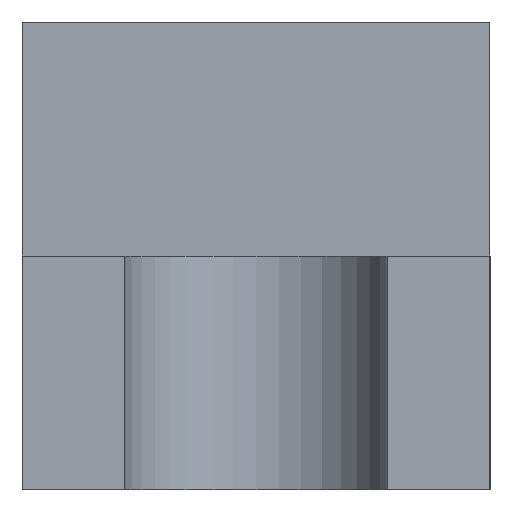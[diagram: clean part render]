
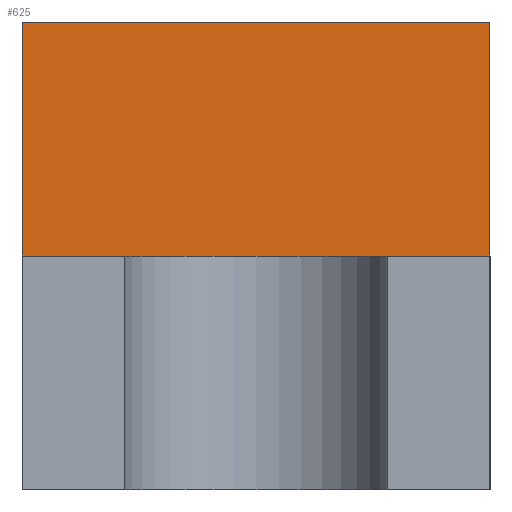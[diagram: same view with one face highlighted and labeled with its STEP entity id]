
A CAD part, left-side view. The second image highlights one B-rep face of the part: STEP entity #625.
In plain terms, the highlighted planar face has unit normal (-1, 0, 0).
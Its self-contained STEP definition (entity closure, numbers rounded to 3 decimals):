
#564 = CARTESIAN_POINT ( 'NONE',  ( -0.35, 0.4, 0.4 ) ) ;
#565 = VERTEX_POINT ( 'NONE', #564 ) ;
#572 = CARTESIAN_POINT ( 'NONE',  ( -0.35, 0.4, 0.8 ) ) ;
#573 = VERTEX_POINT ( 'NONE', #572 ) ;
#574 = CARTESIAN_POINT ( 'NONE',  ( -0.35, 0.4, 0.8 ) ) ;
#575 = DIRECTION ( 'NONE',  ( 0., 0., -1. ) ) ;
#576 = VECTOR ( 'NONE', #575, 1000. ) ;
#577 = LINE ( 'NONE', #574, #576 ) ;
#578 = EDGE_CURVE ( 'NONE', #573, #565, #577, .T. ) ;
#595 = CARTESIAN_POINT ( 'NONE',  ( -0.35, -0.4, 0.4 ) ) ;
#596 = VERTEX_POINT ( 'NONE', #595 ) ;
#597 = CARTESIAN_POINT ( 'NONE',  ( -0.35, -0.4, 0.4 ) ) ;
#598 = DIRECTION ( 'NONE',  ( 0., -1., 0. ) ) ;
#599 = VECTOR ( 'NONE', #598, 1000. ) ;
#600 = LINE ( 'NONE', #597, #599 ) ;
#601 = EDGE_CURVE ( 'NONE', #565, #596, #600, .T. ) ;
#602 = ORIENTED_EDGE ( 'NONE', *, *, #601, .T. ) ;
#603 = CARTESIAN_POINT ( 'NONE',  ( -0.35, -0.4, 0.8 ) ) ;
#604 = VERTEX_POINT ( 'NONE', #603 ) ;
#605 = CARTESIAN_POINT ( 'NONE',  ( -0.35, -0.4, 0.8 ) ) ;
#606 = DIRECTION ( 'NONE',  ( 0., 0., -1. ) ) ;
#607 = VECTOR ( 'NONE', #606, 1000. ) ;
#608 = LINE ( 'NONE', #605, #607 ) ;
#609 = EDGE_CURVE ( 'NONE', #604, #596, #608, .T. ) ;
#610 = ORIENTED_EDGE ( 'NONE', *, *, #609, .F. ) ;
#611 = CARTESIAN_POINT ( 'NONE',  ( -0.35, -0.4, 0.8 ) ) ;
#612 = DIRECTION ( 'NONE',  ( 0., -1., 0. ) ) ;
#613 = VECTOR ( 'NONE', #612, 1000. ) ;
#614 = LINE ( 'NONE', #611, #613 ) ;
#615 = EDGE_CURVE ( 'NONE', #573, #604, #614, .T. ) ;
#616 = ORIENTED_EDGE ( 'NONE', *, *, #615, .F. ) ;
#617 = ORIENTED_EDGE ( 'NONE', *, *, #578, .T. ) ;
#618 = EDGE_LOOP ( 'NONE', ( #602, #610, #616, #617 ) ) ;
#619 = FACE_OUTER_BOUND ( 'NONE', #618, .T. ) ;
#620 = CARTESIAN_POINT ( 'NONE',  ( -0.35, -0.4, 0.8 ) ) ;
#621 = DIRECTION ( 'NONE',  ( 1., 0., 0. ) ) ;
#622 = DIRECTION ( 'NONE',  ( 0., 1., 0. ) ) ;
#623 = AXIS2_PLACEMENT_3D ( 'NONE', #620, #621, #622 ) ;
#624 = PLANE ( 'NONE', #623 ) ;
#625 = ADVANCED_FACE ( 'NONE', ( #619 ), #624, .F. ) ;
